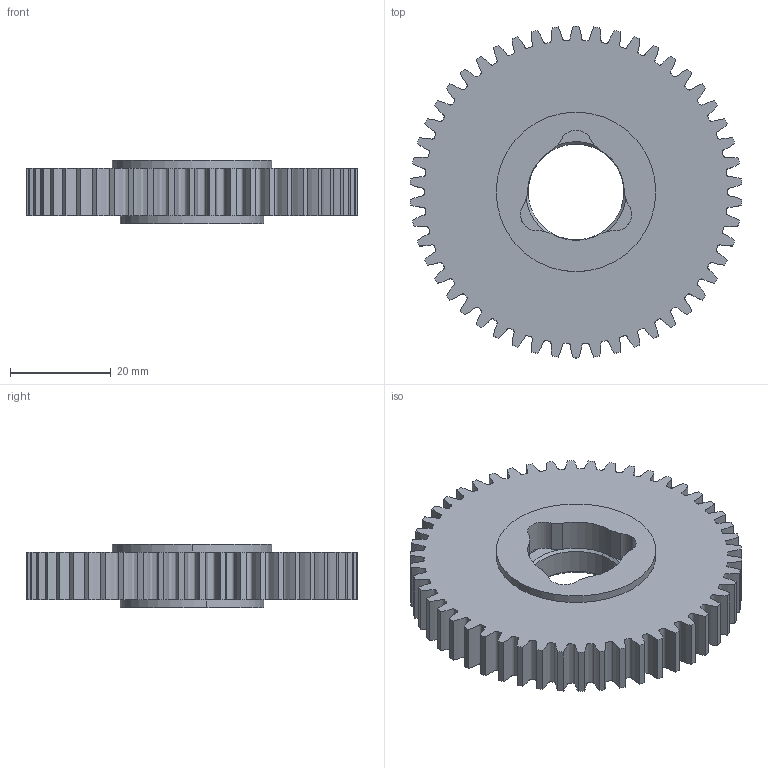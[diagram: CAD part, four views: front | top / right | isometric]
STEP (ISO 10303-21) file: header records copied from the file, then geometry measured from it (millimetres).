
FILE_DESCRIPTION (( 'STEP AP203' ), '1' );
FILE_NAME ('50.Ballshifter.VP.STEP', '2014-06-21T22:54:35', ( '' ), ( '' ), 'SwSTEP 2.0', 'SolidWorks 2013', '' );
FILE_SCHEMA (( 'CONFIG_CONTROL_DESIGN' ));
Length unit declared in the file: inch
Products named in the file (3): 217-2428-022 Rev1; 217-3219-001 Rev1_50t; 50.Ballshifter.VP
Assembly tree (2 placements, depth 2):
  50.Ballshifter.VP
    217-2428-022 Rev1
    217-3219-001 Rev1_50t
Bounding box: 65.97 x 66.04 x 12.7 mm (x, y, z)
Volume: 29205.7 mm3; surface area: 11949.5 mm2
Topology: 2 solids, 2 shells, 139 faces, 388 edges, 256 vertices
Faces by surface type: cylinder 68, bspline 50, plane 13, cone 8
Entity records: 19521 total; most frequent: CARTESIAN_POINT 15838, ORIENTED_EDGE 776, DIRECTION 620, EDGE_CURVE 388, VERTEX_POINT 256, AXIS2_PLACEMENT_3D 238, EDGE_LOOP 146, CIRCLE 144
